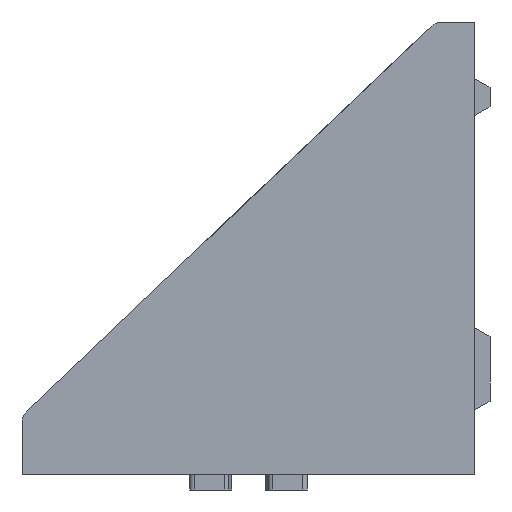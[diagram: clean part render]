
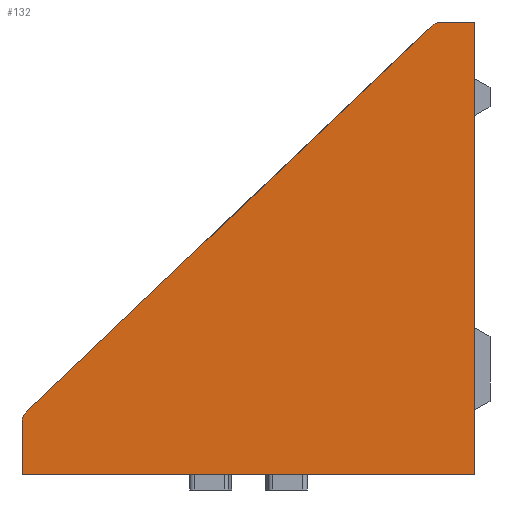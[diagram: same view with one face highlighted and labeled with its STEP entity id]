
A CAD part, left-side view. The second image highlights one B-rep face of the part: STEP entity #132.
In plain terms, the highlighted planar face has unit normal (-1, 0, 0).
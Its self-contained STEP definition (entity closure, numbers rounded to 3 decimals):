
#132 = ADVANCED_FACE( '', ( #313 ), #314, .F. );
#313 = FACE_OUTER_BOUND( '', #550, .T. );
#314 = PLANE( '', #551 );
#550 = EDGE_LOOP( '', ( #811, #812, #813, #814, #815, #816, #817 ) );
#551 = AXIS2_PLACEMENT_3D( '', #818, #819, #820 );
#811 = ORIENTED_EDGE( '', *, *, #1443, .F. );
#812 = ORIENTED_EDGE( '', *, *, #1444, .T. );
#813 = ORIENTED_EDGE( '', *, *, #1445, .F. );
#814 = ORIENTED_EDGE( '', *, *, #1433, .F. );
#815 = ORIENTED_EDGE( '', *, *, #1446, .F. );
#816 = ORIENTED_EDGE( '', *, *, #1447, .F. );
#817 = ORIENTED_EDGE( '', *, *, #1448, .F. );
#818 = CARTESIAN_POINT( '', ( -10., 2.192, 29. ) );
#819 = DIRECTION( '', ( 1., 0., 0. ) );
#820 = DIRECTION( '', ( 0., 0., -1. ) );
#1433 = EDGE_CURVE( '', #1710, #1711, #1712, .T. );
#1443 = EDGE_CURVE( '', #1728, #1729, #1730, .T. );
#1444 = EDGE_CURVE( '', #1728, #1731, #1732, .T. );
#1445 = EDGE_CURVE( '', #1711, #1731, #1733, .T. );
#1446 = EDGE_CURVE( '', #1734, #1710, #1735, .T. );
#1447 = EDGE_CURVE( '', #1736, #1734, #1737, .T. );
#1448 = EDGE_CURVE( '', #1729, #1736, #1738, .T. );
#1710 = VERTEX_POINT( '', #2104 );
#1711 = VERTEX_POINT( '', #2105 );
#1712 = LINE( '', #2106, #2107 );
#1728 = VERTEX_POINT( '', #2128 );
#1729 = VERTEX_POINT( '', #2129 );
#1730 = LINE( '', #2130, #2131 );
#1731 = VERTEX_POINT( '', #2132 );
#1732 = LINE( '', #2133, #2134 );
#1733 = LINE( '', #2135, #2136 );
#1734 = VERTEX_POINT( '', #2137 );
#1735 = CIRCLE( '', #2138, 1. );
#1736 = VERTEX_POINT( '', #2139 );
#1737 = LINE( '', #2140, #2141 );
#1738 = CIRCLE( '', #2142, 1. );
#2104 = CARTESIAN_POINT( '', ( -10., 2.192, 30. ) );
#2105 = CARTESIAN_POINT( '', ( -10., 0., 30. ) );
#2106 = CARTESIAN_POINT( '', ( -10., 2.192, 30. ) );
#2107 = VECTOR( '', #2575, 1000. );
#2128 = CARTESIAN_POINT( '', ( -10., 30., 0. ) );
#2129 = CARTESIAN_POINT( '', ( -10., 30., 3.471 ) );
#2130 = CARTESIAN_POINT( '', ( -10., 30., 0. ) );
#2131 = VECTOR( '', #2587, 1000. );
#2132 = CARTESIAN_POINT( '', ( -10., 0., 0. ) );
#2133 = CARTESIAN_POINT( '', ( -10., 30., 0. ) );
#2134 = VECTOR( '', #2588, 1000. );
#2135 = CARTESIAN_POINT( '', ( -10., 0., 30. ) );
#2136 = VECTOR( '', #2589, 1000. );
#2137 = CARTESIAN_POINT( '', ( -10., 2.882, 29.724 ) );
#2138 = AXIS2_PLACEMENT_3D( '', #2590, #2591, #2592 );
#2139 = CARTESIAN_POINT( '', ( -10., 29.69, 4.196 ) );
#2140 = CARTESIAN_POINT( '', ( -10., 29.69, 4.196 ) );
#2141 = VECTOR( '', #2593, 1000. );
#2142 = AXIS2_PLACEMENT_3D( '', #2594, #2595, #2596 );
#2575 = DIRECTION( '', ( 0., -1., 0. ) );
#2587 = DIRECTION( '', ( 0., 0., 1. ) );
#2588 = DIRECTION( '', ( 0., -1., 0. ) );
#2589 = DIRECTION( '', ( 0., 0., -1. ) );
#2590 = CARTESIAN_POINT( '', ( -10., 2.192, 29. ) );
#2591 = DIRECTION( '', ( 1., 0., 0. ) );
#2592 = DIRECTION( '', ( 0., 0., -1. ) );
#2593 = DIRECTION( '', ( 0., -0.724, 0.69 ) );
#2594 = CARTESIAN_POINT( '', ( -10., 29., 3.471 ) );
#2595 = DIRECTION( '', ( 1., 0., 0. ) );
#2596 = DIRECTION( '', ( 0., 0., -1. ) );
